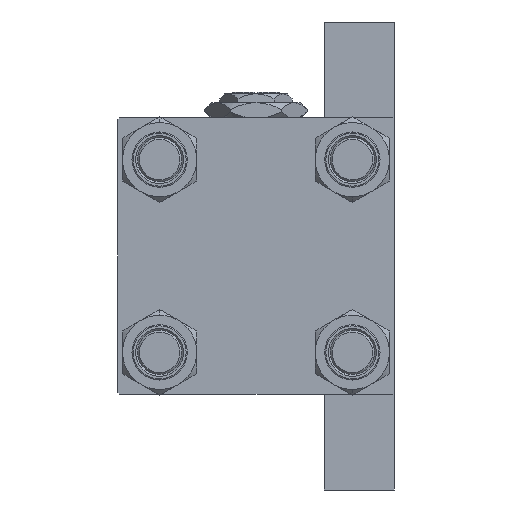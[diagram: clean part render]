
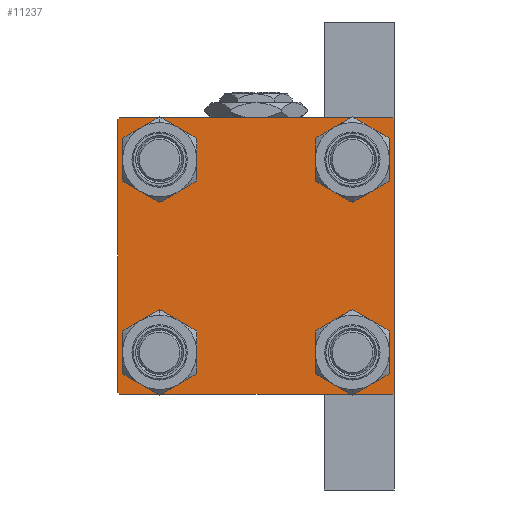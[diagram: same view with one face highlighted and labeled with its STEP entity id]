
A CAD part, left-side view. The second image highlights one B-rep face of the part: STEP entity #11237.
In plain terms, the highlighted planar face has unit normal (-1, 0, 0).
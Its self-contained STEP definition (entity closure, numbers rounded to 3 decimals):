
#800 = EDGE_LOOP ( 'NONE', ( #10695, #40068, #43267, #48965, #15956, #22661, #1857, #23975 ) ) ;
#844 = VERTEX_POINT ( 'NONE', #2904 ) ;
#967 = DIRECTION ( 'NONE',  ( 0., -0.707, 0.707 ) ) ;
#1689 = DIRECTION ( 'NONE',  ( 0., 0., -1. ) ) ;
#1857 = ORIENTED_EDGE ( 'NONE', *, *, #27158, .F. ) ;
#1878 = VECTOR ( 'NONE', #31622, 1000. ) ;
#2331 = CARTESIAN_POINT ( 'NONE',  ( 0., -26.15, -19.65 ) ) ;
#2500 = DIRECTION ( 'NONE',  ( 0., 0., 1. ) ) ;
#2904 = CARTESIAN_POINT ( 'NONE',  ( 0., -37., 37.5 ) ) ;
#2920 = VECTOR ( 'NONE', #32504, 1000. ) ;
#2966 = AXIS2_PLACEMENT_3D ( 'NONE', #26506, #22410, #38498 ) ;
#3414 = DIRECTION ( 'NONE',  ( 0., 0.707, -0.707 ) ) ;
#3858 = CARTESIAN_POINT ( 'NONE',  ( 0., -37.5, 37. ) ) ;
#3907 = DIRECTION ( 'NONE',  ( 0., 0., 1. ) ) ;
#4321 = FACE_BOUND ( 'NONE', #40740, .T. ) ;
#4663 = CARTESIAN_POINT ( 'NONE',  ( 0., 37.25, -37.25 ) ) ;
#4745 = VERTEX_POINT ( 'NONE', #44239 ) ;
#4793 = DIRECTION ( 'NONE',  ( 1., 0., 0. ) ) ;
#5138 = VECTOR ( 'NONE', #39283, 1000. ) ;
#5256 = EDGE_LOOP ( 'NONE', ( #43194, #18960 ) ) ;
#5464 = EDGE_CURVE ( 'NONE', #5800, #5654, #16423, .T. ) ;
#5654 = VERTEX_POINT ( 'NONE', #2331 ) ;
#5800 = VERTEX_POINT ( 'NONE', #40342 ) ;
#7973 = ORIENTED_EDGE ( 'NONE', *, *, #9512, .T. ) ;
#8122 = CARTESIAN_POINT ( 'NONE',  ( 0., -37.5, 37.5 ) ) ;
#8179 = LINE ( 'NONE', #48197, #25878 ) ;
#9287 = EDGE_CURVE ( 'NONE', #38039, #22713, #43112, .T. ) ;
#9448 = ORIENTED_EDGE ( 'NONE', *, *, #39982, .T. ) ;
#9507 = DIRECTION ( 'NONE',  ( 1., 0., 0. ) ) ;
#9512 = EDGE_CURVE ( 'NONE', #39263, #35209, #18200, .T. ) ;
#10111 = CARTESIAN_POINT ( 'NONE',  ( 0., 26.15, 26.15 ) ) ;
#10115 = ORIENTED_EDGE ( 'NONE', *, *, #43523, .T. ) ;
#10695 = ORIENTED_EDGE ( 'NONE', *, *, #16450, .T. ) ;
#11237 = ADVANCED_FACE ( 'NONE', ( #39335, #4321, #31925, #12517, #28584 ), #21916, .T. ) ;
#12095 = CARTESIAN_POINT ( 'NONE',  ( 0., -26.15, -26.15 ) ) ;
#12276 = LINE ( 'NONE', #18477, #46064 ) ;
#12517 = FACE_BOUND ( 'NONE', #5256, .T. ) ;
#12625 = EDGE_CURVE ( 'NONE', #38039, #844, #12965, .T. ) ;
#12765 = CIRCLE ( 'NONE', #2966, 6.5 ) ;
#12965 = LINE ( 'NONE', #20127, #5138 ) ;
#13018 = DIRECTION ( 'NONE',  ( 0., 0., 1. ) ) ;
#13827 = AXIS2_PLACEMENT_3D ( 'NONE', #20512, #9507, #47832 ) ;
#14234 = DIRECTION ( 'NONE',  ( 0., 0., 1. ) ) ;
#14588 = EDGE_CURVE ( 'NONE', #25924, #44715, #12765, .T. ) ;
#15030 = AXIS2_PLACEMENT_3D ( 'NONE', #44669, #36747, #2500 ) ;
#15056 = EDGE_CURVE ( 'NONE', #44715, #25924, #28288, .T. ) ;
#15956 = ORIENTED_EDGE ( 'NONE', *, *, #9287, .F. ) ;
#16032 = VECTOR ( 'NONE', #967, 1000. ) ;
#16423 = CIRCLE ( 'NONE', #22928, 6.5 ) ;
#16450 = EDGE_CURVE ( 'NONE', #34403, #33793, #8179, .T. ) ;
#16573 = CARTESIAN_POINT ( 'NONE',  ( 0., -37.25, -37.25 ) ) ;
#16820 = LINE ( 'NONE', #16573, #16032 ) ;
#17091 = CARTESIAN_POINT ( 'NONE',  ( 0., 26.15, -26.15 ) ) ;
#17339 = DIRECTION ( 'NONE',  ( 1., 0., 0. ) ) ;
#18200 = CIRCLE ( 'NONE', #35340, 6.5 ) ;
#18438 = VECTOR ( 'NONE', #47503, 1000. ) ;
#18477 = CARTESIAN_POINT ( 'NONE',  ( 0., 37.5, -37.5 ) ) ;
#18775 = AXIS2_PLACEMENT_3D ( 'NONE', #10111, #37188, #29267 ) ;
#18960 = ORIENTED_EDGE ( 'NONE', *, *, #27224, .T. ) ;
#20028 = LINE ( 'NONE', #35613, #46001 ) ;
#20127 = CARTESIAN_POINT ( 'NONE',  ( 0., -37.25, 37.25 ) ) ;
#20512 = CARTESIAN_POINT ( 'NONE',  ( 0., -26.15, 26.15 ) ) ;
#20841 = CARTESIAN_POINT ( 'NONE',  ( 0., 26.15, 32.65 ) ) ;
#21916 = PLANE ( 'NONE',  #15030 ) ;
#21958 = EDGE_CURVE ( 'NONE', #4745, #34403, #20028, .T. ) ;
#21980 = CIRCLE ( 'NONE', #36678, 6.5 ) ;
#22410 = DIRECTION ( 'NONE',  ( 1., 0., 0. ) ) ;
#22520 = ORIENTED_EDGE ( 'NONE', *, *, #15056, .T. ) ;
#22661 = ORIENTED_EDGE ( 'NONE', *, *, #12625, .T. ) ;
#22713 = VERTEX_POINT ( 'NONE', #36987 ) ;
#22928 = AXIS2_PLACEMENT_3D ( 'NONE', #12095, #27661, #3907 ) ;
#23975 = ORIENTED_EDGE ( 'NONE', *, *, #21958, .T. ) ;
#24097 = EDGE_CURVE ( 'NONE', #31864, #29947, #12276, .T. ) ;
#24187 = CARTESIAN_POINT ( 'NONE',  ( 0., 26.15, 19.65 ) ) ;
#25878 = VECTOR ( 'NONE', #1689, 1000. ) ;
#25924 = VERTEX_POINT ( 'NONE', #34830 ) ;
#26506 = CARTESIAN_POINT ( 'NONE',  ( 0., 26.15, -26.15 ) ) ;
#26641 = AXIS2_PLACEMENT_3D ( 'NONE', #17091, #17339, #13018 ) ;
#27059 = CARTESIAN_POINT ( 'NONE',  ( 0., 37.5, 37. ) ) ;
#27158 = EDGE_CURVE ( 'NONE', #4745, #844, #30925, .T. ) ;
#27224 = EDGE_CURVE ( 'NONE', #48597, #38680, #33129, .T. ) ;
#27461 = ORIENTED_EDGE ( 'NONE', *, *, #14588, .T. ) ;
#27661 = DIRECTION ( 'NONE',  ( 1., 0., 0. ) ) ;
#28189 = EDGE_CURVE ( 'NONE', #33793, #31864, #31750, .T. ) ;
#28288 = CIRCLE ( 'NONE', #26641, 6.5 ) ;
#28584 = FACE_OUTER_BOUND ( 'NONE', #800, .T. ) ;
#29110 = DIRECTION ( 'NONE',  ( 1., 0., 0. ) ) ;
#29242 = EDGE_CURVE ( 'NONE', #29947, #22713, #16820, .T. ) ;
#29267 = DIRECTION ( 'NONE',  ( 0., 0., 1. ) ) ;
#29314 = CIRCLE ( 'NONE', #13827, 6.5 ) ;
#29383 = CARTESIAN_POINT ( 'NONE',  ( 0., -37., -37.5 ) ) ;
#29391 = CIRCLE ( 'NONE', #18775, 6.5 ) ;
#29550 = CARTESIAN_POINT ( 'NONE',  ( 0., -26.15, 26.15 ) ) ;
#29813 = ORIENTED_EDGE ( 'NONE', *, *, #5464, .T. ) ;
#29947 = VERTEX_POINT ( 'NONE', #29383 ) ;
#30925 = LINE ( 'NONE', #35264, #18438 ) ;
#31325 = CARTESIAN_POINT ( 'NONE',  ( 0., 37.5, -37. ) ) ;
#31622 = DIRECTION ( 'NONE',  ( 0., 0., -1. ) ) ;
#31750 = LINE ( 'NONE', #4663, #2920 ) ;
#31864 = VERTEX_POINT ( 'NONE', #35809 ) ;
#31925 = FACE_BOUND ( 'NONE', #40893, .T. ) ;
#32504 = DIRECTION ( 'NONE',  ( 0., -0.707, -0.707 ) ) ;
#32633 = CARTESIAN_POINT ( 'NONE',  ( 0., -26.15, -26.15 ) ) ;
#32883 = DIRECTION ( 'NONE',  ( 0., 0., 1. ) ) ;
#33129 = CIRCLE ( 'NONE', #39669, 6.5 ) ;
#33346 = CARTESIAN_POINT ( 'NONE',  ( 0., -26.15, 32.65 ) ) ;
#33793 = VERTEX_POINT ( 'NONE', #31325 ) ;
#34403 = VERTEX_POINT ( 'NONE', #27059 ) ;
#34830 = CARTESIAN_POINT ( 'NONE',  ( 0., 26.15, -32.65 ) ) ;
#35209 = VERTEX_POINT ( 'NONE', #33346 ) ;
#35264 = CARTESIAN_POINT ( 'NONE',  ( 0., 37.5, 37.5 ) ) ;
#35340 = AXIS2_PLACEMENT_3D ( 'NONE', #29550, #49459, #14234 ) ;
#35613 = CARTESIAN_POINT ( 'NONE',  ( 0., 37.25, 37.25 ) ) ;
#35809 = CARTESIAN_POINT ( 'NONE',  ( 0., 37., -37.5 ) ) ;
#36015 = DIRECTION ( 'NONE',  ( 0., 0., 1. ) ) ;
#36678 = AXIS2_PLACEMENT_3D ( 'NONE', #32633, #4793, #32883 ) ;
#36747 = DIRECTION ( 'NONE',  ( -1., 0., 0. ) ) ;
#36766 = CARTESIAN_POINT ( 'NONE',  ( 0., 26.15, 26.15 ) ) ;
#36987 = CARTESIAN_POINT ( 'NONE',  ( 0., -37.5, -37. ) ) ;
#37188 = DIRECTION ( 'NONE',  ( 1., 0., 0. ) ) ;
#38039 = VERTEX_POINT ( 'NONE', #3858 ) ;
#38498 = DIRECTION ( 'NONE',  ( 0., 0., 1. ) ) ;
#38680 = VERTEX_POINT ( 'NONE', #20841 ) ;
#39089 = DIRECTION ( 'NONE',  ( 0., -1., 0. ) ) ;
#39263 = VERTEX_POINT ( 'NONE', #41827 ) ;
#39283 = DIRECTION ( 'NONE',  ( 0., 0.707, 0.707 ) ) ;
#39335 = FACE_BOUND ( 'NONE', #45396, .T. ) ;
#39669 = AXIS2_PLACEMENT_3D ( 'NONE', #36766, #29110, #36015 ) ;
#39982 = EDGE_CURVE ( 'NONE', #5654, #5800, #21980, .T. ) ;
#40068 = ORIENTED_EDGE ( 'NONE', *, *, #28189, .T. ) ;
#40342 = CARTESIAN_POINT ( 'NONE',  ( 0., -26.15, -32.65 ) ) ;
#40740 = EDGE_LOOP ( 'NONE', ( #9448, #29813 ) ) ;
#40893 = EDGE_LOOP ( 'NONE', ( #22520, #27461 ) ) ;
#41580 = EDGE_CURVE ( 'NONE', #38680, #48597, #29391, .T. ) ;
#41827 = CARTESIAN_POINT ( 'NONE',  ( 0., -26.15, 19.65 ) ) ;
#43112 = LINE ( 'NONE', #8122, #1878 ) ;
#43194 = ORIENTED_EDGE ( 'NONE', *, *, #41580, .T. ) ;
#43267 = ORIENTED_EDGE ( 'NONE', *, *, #24097, .T. ) ;
#43523 = EDGE_CURVE ( 'NONE', #35209, #39263, #29314, .T. ) ;
#44239 = CARTESIAN_POINT ( 'NONE',  ( 0., 37., 37.5 ) ) ;
#44669 = CARTESIAN_POINT ( 'NONE',  ( 0., 0., 0. ) ) ;
#44715 = VERTEX_POINT ( 'NONE', #46510 ) ;
#45396 = EDGE_LOOP ( 'NONE', ( #10115, #7973 ) ) ;
#46001 = VECTOR ( 'NONE', #3414, 1000. ) ;
#46064 = VECTOR ( 'NONE', #39089, 1000. ) ;
#46510 = CARTESIAN_POINT ( 'NONE',  ( 0., 26.15, -19.65 ) ) ;
#47503 = DIRECTION ( 'NONE',  ( 0., -1., 0. ) ) ;
#47832 = DIRECTION ( 'NONE',  ( 0., 0., 1. ) ) ;
#48197 = CARTESIAN_POINT ( 'NONE',  ( 0., 37.5, 37.5 ) ) ;
#48597 = VERTEX_POINT ( 'NONE', #24187 ) ;
#48965 = ORIENTED_EDGE ( 'NONE', *, *, #29242, .T. ) ;
#49459 = DIRECTION ( 'NONE',  ( 1., 0., 0. ) ) ;
